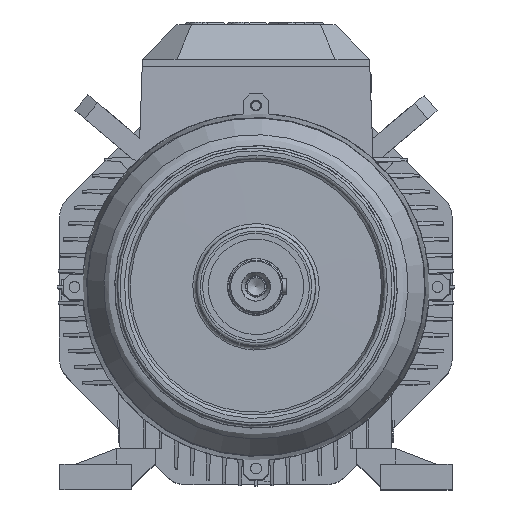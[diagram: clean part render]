
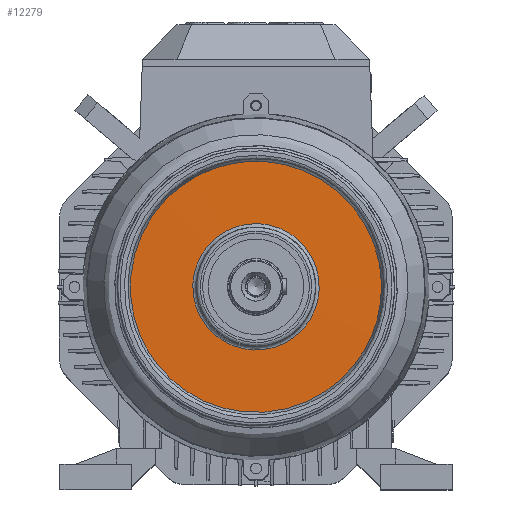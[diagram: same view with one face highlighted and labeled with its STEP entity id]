
A CAD part, top view. The second image highlights one B-rep face of the part: STEP entity #12279.
In plain terms, the highlighted conical face has half-angle 89.728 degrees and reference radius 99.277 mm.
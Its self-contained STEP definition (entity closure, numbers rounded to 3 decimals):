
#260=(
BOUNDED_CURVE()
B_SPLINE_CURVE(2,(#74542,#74543,#74544,#74545,#74546,#74547,#74548),
 .UNSPECIFIED.,.T.,.F.)
B_SPLINE_CURVE_WITH_KNOTS((1,2,2,2,2,1),(-0.333,0.,0.333,
0.667,1.,1.333),.UNSPECIFIED.)
CURVE()
GEOMETRIC_REPRESENTATION_ITEM()
RATIONAL_B_SPLINE_CURVE((1.,0.5,1.,0.5,1.,0.5,1.))
REPRESENTATION_ITEM('')
);
#2178=B_SPLINE_CURVE_WITH_KNOTS('',1,(#74539,#74540),.UNSPECIFIED.,.F.,.F.,
(2,2),(0.,1.),.UNSPECIFIED.);
#4876=CONICAL_SURFACE('',#36204,99.277,89.728);
#12279=ADVANCED_FACE('F99',(#14351),#4876,.T.);
#14351=FACE_OUTER_BOUND('',#15884,.T.);
#15884=EDGE_LOOP('',(#21535,#21536,#21537,#21538));
#21535=ORIENTED_EDGE('',*,*,#33277,.T.);
#21536=ORIENTED_EDGE('',*,*,#33278,.T.);
#21537=ORIENTED_EDGE('',*,*,#33277,.F.);
#21538=ORIENTED_EDGE('',*,*,#33276,.F.);
#27760=VERTEX_POINT('',#74495);
#27761=VERTEX_POINT('',#74541);
#33276=EDGE_CURVE('E3333',#27760,#27760,#34483,.T.);
#33277=EDGE_CURVE('E1212',#27760,#27761,#2178,.T.);
#33278=EDGE_CURVE('E3434',#27761,#27761,#260,.T.);
#34483=CIRCLE('',#36203,49.983);
#36203=AXIS2_PLACEMENT_3D('',#74496,#42356,#42357);
#36204=AXIS2_PLACEMENT_3D('',#74549,#42358,#42359);
#42356=DIRECTION('',(0.,0.,1.));
#42357=DIRECTION('',(1.,0.,0.));
#42358=DIRECTION('',(0.,0.,-1.));
#42359=DIRECTION('',(-1.,0.,0.));
#74495=CARTESIAN_POINT('',(-39.515,-30.609,62.995));
#74496=CARTESIAN_POINT('',(-0.002,0.003,62.995));
#74539=CARTESIAN_POINT('',(-39.515,-30.609,62.995));
#74540=CARTESIAN_POINT('',(-78.482,-60.798,62.761));
#74541=CARTESIAN_POINT('',(-78.482,-60.798,62.761));
#74542=CARTESIAN_POINT('',(-78.482,-60.798,62.761));
#74543=CARTESIAN_POINT('',(26.828,-196.73,62.761));
#74544=CARTESIAN_POINT('',(91.893,-37.562,62.761));
#74545=CARTESIAN_POINT('',(156.958,121.605,62.761));
#74546=CARTESIAN_POINT('',(-13.417,98.369,62.761));
#74547=CARTESIAN_POINT('',(-183.793,75.133,62.761));
#74548=CARTESIAN_POINT('',(-78.482,-60.798,62.761));
#74549=CARTESIAN_POINT('',(-0.002,0.003,62.761));
